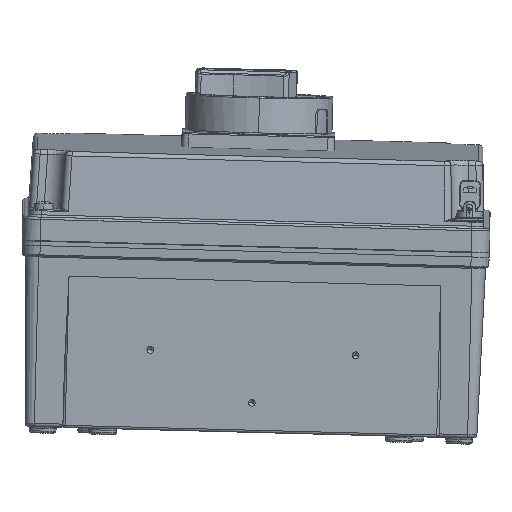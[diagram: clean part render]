
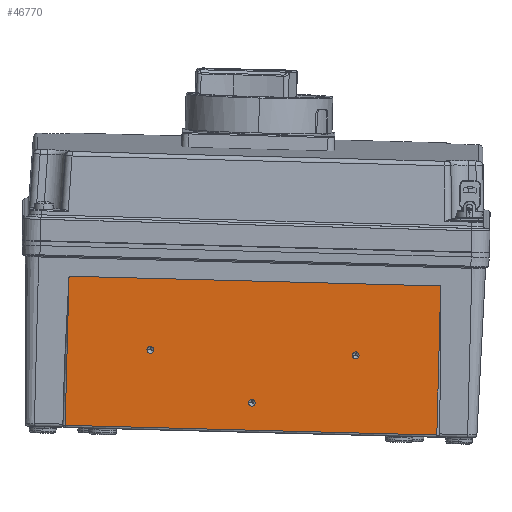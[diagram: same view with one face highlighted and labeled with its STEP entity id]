
A CAD part, left-side view. The second image highlights one B-rep face of the part: STEP entity #46770.
In plain terms, the highlighted face is planar.
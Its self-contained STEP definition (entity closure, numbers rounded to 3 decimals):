
#926 = ORIENTED_EDGE ( 'NONE', *, *, #79090, .F. ) ;
#2009 = DIRECTION ( 'NONE',  ( 0., 1., 0. ) ) ;
#6948 = AXIS2_PLACEMENT_3D ( 'NONE', #94657, #127709, #28968 ) ;
#8104 = LINE ( 'NONE', #128380, #82858 ) ;
#8232 = VECTOR ( 'NONE', #51444, 1000. ) ;
#10600 = LINE ( 'NONE', #31428, #28377 ) ;
#16287 = AXIS2_PLACEMENT_3D ( 'NONE', #104102, #18255, #105482 ) ;
#18255 = DIRECTION ( 'NONE',  ( 0., 1., 0. ) ) ;
#19122 = EDGE_CURVE ( 'NONE', #80727, #125146, #8104, .T. ) ;
#19943 = EDGE_CURVE ( 'NONE', #73034, #22845, #103554, .T. ) ;
#21215 = ORIENTED_EDGE ( 'NONE', *, *, #116076, .F. ) ;
#22783 = CARTESIAN_POINT ( 'NONE',  ( -138.237, -1.699, -50.055 ) ) ;
#22845 = VERTEX_POINT ( 'NONE', #31902 ) ;
#24285 = EDGE_LOOP ( 'NONE', ( #106201, #140744, #71546, #48895 ) ) ;
#28377 = VECTOR ( 'NONE', #30043, 1000. ) ;
#28968 = DIRECTION ( 'NONE',  ( 1., 0., 0.026 ) ) ;
#29539 = PLANE ( 'NONE',  #93742 ) ;
#30043 = DIRECTION ( 'NONE',  ( -0.026, 0., 1. ) ) ;
#31428 = CARTESIAN_POINT ( 'NONE',  ( -173.835, -1.699, -84.998 ) ) ;
#31902 = CARTESIAN_POINT ( 'NONE',  ( -49.767, -1.699, -47.738 ) ) ;
#31991 = CARTESIAN_POINT ( 'NONE',  ( -10.89, -1.699, -80.732 ) ) ;
#32517 = VERTEX_POINT ( 'NONE', #50113 ) ;
#33610 = EDGE_CURVE ( 'NONE', #88844, #67808, #107721, .T. ) ;
#34162 = ORIENTED_EDGE ( 'NONE', *, *, #99278, .F. ) ;
#45823 = VERTEX_POINT ( 'NONE', #138508 ) ;
#46770 = ADVANCED_FACE ( 'NONE', ( #95227, #61238, #84382, #83679 ), #29539, .T. ) ;
#48126 = DIRECTION ( 'NONE',  ( -1., 0., -0.026 ) ) ;
#48418 = CIRCLE ( 'NONE', #16287, 1.5 ) ;
#48895 = ORIENTED_EDGE ( 'NONE', *, *, #57308, .T. ) ;
#49028 = DIRECTION ( 'NONE',  ( -1., 0., -0.026 ) ) ;
#49543 = CARTESIAN_POINT ( 'NONE',  ( -92.677, -1.699, -70.869 ) ) ;
#50113 = CARTESIAN_POINT ( 'NONE',  ( -12.602, -1.699, -15.353 ) ) ;
#51123 = CARTESIAN_POINT ( 'NONE',  ( -91.177, -1.699, -70.83 ) ) ;
#51444 = DIRECTION ( 'NONE',  ( -0.026, 0., 1. ) ) ;
#51792 = CARTESIAN_POINT ( 'NONE',  ( -173.835, -1.699, -84.998 ) ) ;
#51873 = VECTOR ( 'NONE', #136947, 1000. ) ;
#54911 = VERTEX_POINT ( 'NONE', #119963 ) ;
#55130 = VERTEX_POINT ( 'NONE', #130589 ) ;
#57008 = EDGE_LOOP ( 'NONE', ( #21215, #138741 ) ) ;
#57098 = DIRECTION ( 'NONE',  ( 0., 1., 0. ) ) ;
#57274 = CIRCLE ( 'NONE', #110361, 1.5 ) ;
#57308 = EDGE_CURVE ( 'NONE', #80727, #54911, #10600, .T. ) ;
#61238 = FACE_BOUND ( 'NONE', #57008, .T. ) ;
#61518 = ORIENTED_EDGE ( 'NONE', *, *, #109879, .F. ) ;
#65155 = EDGE_CURVE ( 'NONE', #54911, #32517, #126169, .T. ) ;
#66707 = DIRECTION ( 'NONE',  ( -1., 0., -0.026 ) ) ;
#67808 = VERTEX_POINT ( 'NONE', #51123 ) ;
#69413 = CIRCLE ( 'NONE', #76262, 1.5 ) ;
#71163 = DIRECTION ( 'NONE',  ( 0., 1., 0. ) ) ;
#71546 = ORIENTED_EDGE ( 'NONE', *, *, #19122, .F. ) ;
#71578 = EDGE_LOOP ( 'NONE', ( #61518, #926 ) ) ;
#71649 = EDGE_LOOP ( 'NONE', ( #78215, #34162 ) ) ;
#73034 = VERTEX_POINT ( 'NONE', #85693 ) ;
#73460 = CARTESIAN_POINT ( 'NONE',  ( -174.808, -1.699, -86.024 ) ) ;
#74178 = DIRECTION ( 'NONE',  ( 0., 1., 0. ) ) ;
#75285 = AXIS2_PLACEMENT_3D ( 'NONE', #91744, #57098, #101202 ) ;
#76262 = AXIS2_PLACEMENT_3D ( 'NONE', #22783, #2009, #66707 ) ;
#78215 = ORIENTED_EDGE ( 'NONE', *, *, #19943, .F. ) ;
#79090 = EDGE_CURVE ( 'NONE', #55130, #45823, #69413, .T. ) ;
#80727 = VERTEX_POINT ( 'NONE', #51792 ) ;
#82858 = VECTOR ( 'NONE', #85903, 1000. ) ;
#83222 = LINE ( 'NONE', #94774, #8232 ) ;
#83679 = FACE_OUTER_BOUND ( 'NONE', #24285, .T. ) ;
#84382 = FACE_BOUND ( 'NONE', #71578, .T. ) ;
#85693 = CARTESIAN_POINT ( 'NONE',  ( -46.768, -1.699, -47.659 ) ) ;
#85903 = DIRECTION ( 'NONE',  ( 1., 0., 0.026 ) ) ;
#88844 = VERTEX_POINT ( 'NONE', #140792 ) ;
#91744 = CARTESIAN_POINT ( 'NONE',  ( -92.677, -1.699, -70.869 ) ) ;
#93742 = AXIS2_PLACEMENT_3D ( 'NONE', #73460, #74178, #49028 ) ;
#94657 = CARTESIAN_POINT ( 'NONE',  ( -48.268, -1.699, -47.699 ) ) ;
#94774 = CARTESIAN_POINT ( 'NONE',  ( -10.89, -1.699, -80.732 ) ) ;
#95227 = FACE_BOUND ( 'NONE', #71649, .T. ) ;
#99278 = EDGE_CURVE ( 'NONE', #22845, #73034, #57274, .T. ) ;
#101202 = DIRECTION ( 'NONE',  ( 1., 0., 0.026 ) ) ;
#102552 = CARTESIAN_POINT ( 'NONE',  ( -48.268, -1.699, -47.699 ) ) ;
#103554 = CIRCLE ( 'NONE', #6948, 1.5 ) ;
#104102 = CARTESIAN_POINT ( 'NONE',  ( -138.237, -1.699, -50.055 ) ) ;
#105482 = DIRECTION ( 'NONE',  ( 1., 0., 0.026 ) ) ;
#106201 = ORIENTED_EDGE ( 'NONE', *, *, #65155, .T. ) ;
#107721 = CIRCLE ( 'NONE', #123841, 1.5 ) ;
#109879 = EDGE_CURVE ( 'NONE', #45823, #55130, #48418, .T. ) ;
#110361 = AXIS2_PLACEMENT_3D ( 'NONE', #102552, #112610, #126236 ) ;
#112610 = DIRECTION ( 'NONE',  ( 0., 1., 0. ) ) ;
#116076 = EDGE_CURVE ( 'NONE', #67808, #88844, #137443, .T. ) ;
#119963 = CARTESIAN_POINT ( 'NONE',  ( -175.547, -1.699, -19.62 ) ) ;
#123841 = AXIS2_PLACEMENT_3D ( 'NONE', #49543, #71163, #48126 ) ;
#125146 = VERTEX_POINT ( 'NONE', #31991 ) ;
#126169 = LINE ( 'NONE', #137656, #51873 ) ;
#126236 = DIRECTION ( 'NONE',  ( -1., 0., -0.026 ) ) ;
#127709 = DIRECTION ( 'NONE',  ( 0., 1., 0. ) ) ;
#128380 = CARTESIAN_POINT ( 'NONE',  ( -173.835, -1.699, -84.998 ) ) ;
#130589 = CARTESIAN_POINT ( 'NONE',  ( -139.737, -1.699, -50.094 ) ) ;
#135913 = EDGE_CURVE ( 'NONE', #125146, #32517, #83222, .T. ) ;
#136947 = DIRECTION ( 'NONE',  ( 1., 0., 0.026 ) ) ;
#137443 = CIRCLE ( 'NONE', #75285, 1.5 ) ;
#137656 = CARTESIAN_POINT ( 'NONE',  ( -175.547, -1.699, -19.62 ) ) ;
#138508 = CARTESIAN_POINT ( 'NONE',  ( -136.738, -1.699, -50.015 ) ) ;
#138741 = ORIENTED_EDGE ( 'NONE', *, *, #33610, .F. ) ;
#140744 = ORIENTED_EDGE ( 'NONE', *, *, #135913, .F. ) ;
#140792 = CARTESIAN_POINT ( 'NONE',  ( -94.176, -1.699, -70.908 ) ) ;
